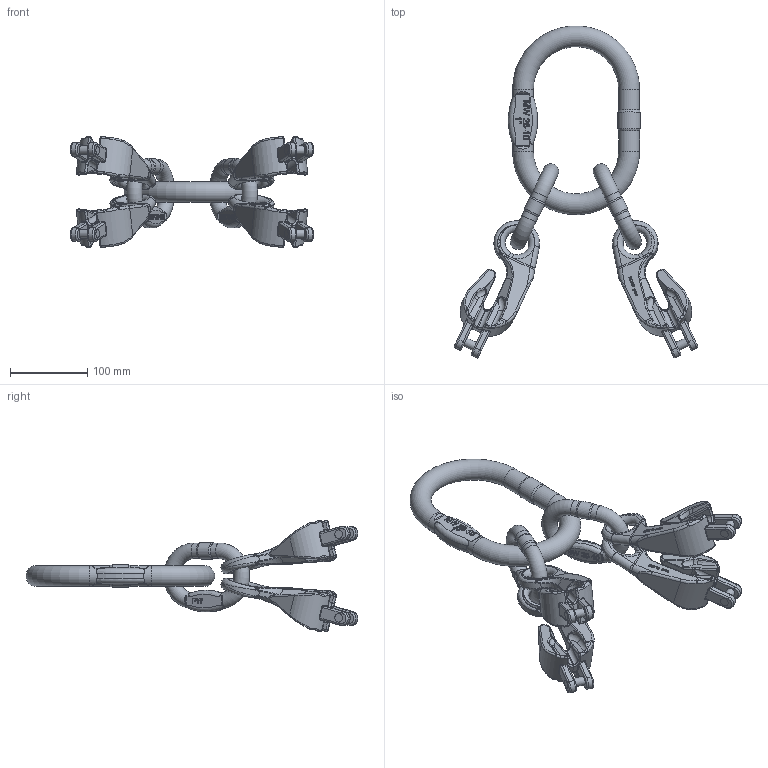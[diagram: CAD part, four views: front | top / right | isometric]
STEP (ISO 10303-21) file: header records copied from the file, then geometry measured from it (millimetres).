
FILE_DESCRIPTION(/* description */ (''),/* implementation_level */ '2;1');
FILE_NAME(/* name */ 'VMXKW4-10 Kundenmodell.stp',/* time_stamp */ '2017-11-10T08:01:51+01:00',/* author */ (''),/* organization */ (''),/* preprocessor_version */ 'ST-DEVELOPER v16',/* originating_system */ 'SIEMENS PLM Software NX 11.0',/* authorisation */ '');
FILE_SCHEMA (('AUTOMOTIVE_DESIGN { 1 0 10303 214 3 1 1 1 }'));
Length unit declared in the file: millimetre
Products named in the file (1): zer2024C0C46vll
Bounding box: 314.21 x 428.59 x 143.65 mm (x, y, z)
Volume: 1216135 mm3; surface area: 217779.7 mm2
Topology: 11 solids, 11 shells, 2081 faces, 5204 edges, 3150 vertices
Faces by surface type: plane 696, bspline 464, extrusion 384, cylinder 349, torus 118, sphere 56, cone 14
Full cylindrical faces by diameter (mm): 11 x12, 20 x4, 21.5 x2, 27 x4, 29.025 x1
Entity records: 77107 total; most frequent: CARTESIAN_POINT 32463, ORIENTED_EDGE 10146, DIRECTION 7473, EDGE_CURVE 5073, VERTEX_POINT 3130, AXIS2_PLACEMENT_3D 2574, VECTOR 2325, EDGE_LOOP 2227
